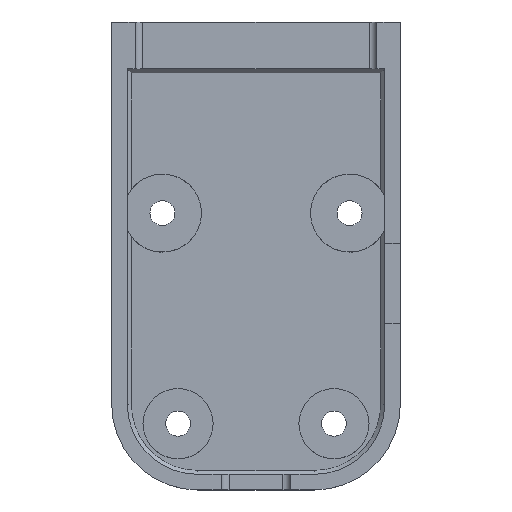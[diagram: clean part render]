
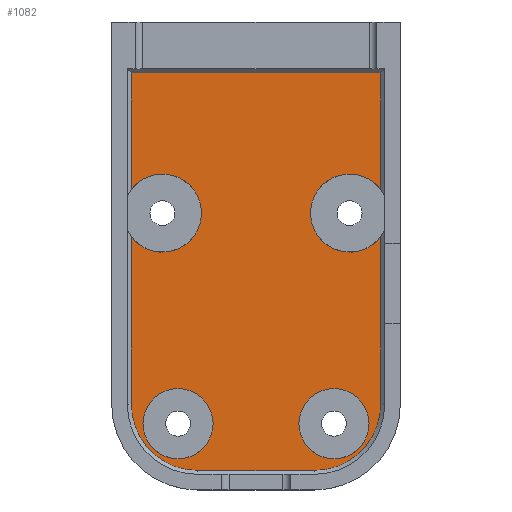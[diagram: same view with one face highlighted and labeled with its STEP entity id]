
A CAD part, top view. The second image highlights one B-rep face of the part: STEP entity #1082.
In plain terms, the highlighted planar face has unit normal (0, 0, 1).
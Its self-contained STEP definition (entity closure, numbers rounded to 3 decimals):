
#17=FACE_BOUND('',#185,.T.);
#18=FACE_BOUND('',#186,.T.);
#53=CIRCLE('',#1159,8.5);
#55=CIRCLE('',#1163,8.5);
#56=CIRCLE('',#1167,5.);
#58=CIRCLE('',#1171,5.);
#59=CIRCLE('',#1172,4.5);
#60=CIRCLE('',#1173,4.5);
#119=FACE_OUTER_BOUND('',#184,.T.);
#184=EDGE_LOOP('',(#748,#749,#750,#751,#752,#753,#754,#755,#756,#757));
#185=EDGE_LOOP('',(#758));
#186=EDGE_LOOP('',(#759));
#255=LINE('',#1636,#356);
#261=LINE('',#1651,#362);
#264=LINE('',#1663,#365);
#267=LINE('',#1678,#368);
#268=LINE('',#1680,#369);
#269=LINE('',#1681,#370);
#356=VECTOR('',#1285,10.);
#362=VECTOR('',#1299,10.);
#365=VECTOR('',#1312,10.);
#368=VECTOR('',#1327,10.);
#369=VECTOR('',#1328,10.);
#370=VECTOR('',#1329,10.);
#461=VERTEX_POINT('',#1632);
#463=VERTEX_POINT('',#1635);
#465=VERTEX_POINT('',#1641);
#467=VERTEX_POINT('',#1647);
#469=VERTEX_POINT('',#1653);
#472=VERTEX_POINT('',#1660);
#473=VERTEX_POINT('',#1665);
#477=VERTEX_POINT('',#1675);
#478=VERTEX_POINT('',#1677);
#479=VERTEX_POINT('',#1679);
#480=VERTEX_POINT('',#1682);
#481=VERTEX_POINT('',#1684);
#563=EDGE_CURVE('',#461,#463,#255,.T.);
#568=EDGE_CURVE('',#463,#465,#53,.T.);
#571=EDGE_CURVE('',#465,#467,#261,.T.);
#574=EDGE_CURVE('',#467,#469,#55,.T.);
#577=EDGE_CURVE('',#469,#472,#264,.T.);
#578=EDGE_CURVE('',#472,#473,#56,.T.);
#583=EDGE_CURVE('',#477,#461,#58,.T.);
#584=EDGE_CURVE('',#478,#477,#267,.T.);
#585=EDGE_CURVE('',#479,#478,#268,.T.);
#586=EDGE_CURVE('',#473,#479,#269,.T.);
#587=EDGE_CURVE('',#480,#480,#59,.T.);
#588=EDGE_CURVE('',#481,#481,#60,.T.);
#748=ORIENTED_EDGE('',*,*,#577,.F.);
#749=ORIENTED_EDGE('',*,*,#574,.F.);
#750=ORIENTED_EDGE('',*,*,#571,.F.);
#751=ORIENTED_EDGE('',*,*,#568,.F.);
#752=ORIENTED_EDGE('',*,*,#563,.F.);
#753=ORIENTED_EDGE('',*,*,#583,.F.);
#754=ORIENTED_EDGE('',*,*,#584,.F.);
#755=ORIENTED_EDGE('',*,*,#585,.F.);
#756=ORIENTED_EDGE('',*,*,#586,.F.);
#757=ORIENTED_EDGE('',*,*,#578,.F.);
#758=ORIENTED_EDGE('',*,*,#587,.F.);
#759=ORIENTED_EDGE('',*,*,#588,.F.);
#1045=PLANE('',#1170);
#1082=ADVANCED_FACE('',(#119,#17,#18),#1045,.T.);
#1159=AXIS2_PLACEMENT_3D('',#1645,#1293,#1294);
#1163=AXIS2_PLACEMENT_3D('',#1657,#1305,#1306);
#1167=AXIS2_PLACEMENT_3D('',#1666,#1315,#1316);
#1170=AXIS2_PLACEMENT_3D('',#1674,#1323,#1324);
#1171=AXIS2_PLACEMENT_3D('',#1676,#1325,#1326);
#1172=AXIS2_PLACEMENT_3D('',#1683,#1330,#1331);
#1173=AXIS2_PLACEMENT_3D('',#1685,#1332,#1333);
#1285=DIRECTION('',(0.,-1.,0.));
#1293=DIRECTION('center_axis',(0.,0.,-1.));
#1294=DIRECTION('ref_axis',(0.,-1.,0.));
#1299=DIRECTION('',(-1.,0.,0.));
#1305=DIRECTION('center_axis',(0.,0.,-1.));
#1306=DIRECTION('ref_axis',(-1.,0.,0.));
#1312=DIRECTION('',(0.,1.,0.));
#1315=DIRECTION('center_axis',(0.,0.,1.));
#1316=DIRECTION('ref_axis',(1.,0.,0.));
#1323=DIRECTION('center_axis',(0.,0.,1.));
#1324=DIRECTION('ref_axis',(1.,0.,0.));
#1325=DIRECTION('center_axis',(0.,0.,1.));
#1326=DIRECTION('ref_axis',(1.,0.,0.));
#1327=DIRECTION('',(0.,-1.,0.));
#1328=DIRECTION('',(1.,0.,0.));
#1329=DIRECTION('',(0.,1.,0.));
#1330=DIRECTION('center_axis',(0.,0.,1.));
#1331=DIRECTION('ref_axis',(1.,0.,0.));
#1332=DIRECTION('center_axis',(0.,0.,1.));
#1333=DIRECTION('ref_axis',(1.,0.,0.));
#1632=CARTESIAN_POINT('',(16.,-1.5,0.));
#1635=CARTESIAN_POINT('',(16.,-23.,0.));
#1636=CARTESIAN_POINT('',(16.,8.,0.));
#1641=CARTESIAN_POINT('',(7.5,-31.5,0.));
#1645=CARTESIAN_POINT('Origin',(7.5,-23.,0.));
#1647=CARTESIAN_POINT('',(-7.5,-31.5,0.));
#1651=CARTESIAN_POINT('',(3.75,-31.5,0.));
#1653=CARTESIAN_POINT('',(-16.,-23.,0.));
#1657=CARTESIAN_POINT('Origin',(-7.5,-23.,0.));
#1660=CARTESIAN_POINT('',(-16.,-1.5,0.));
#1663=CARTESIAN_POINT('',(-16.,-13.5,0.));
#1665=CARTESIAN_POINT('',(-16.,4.5,0.));
#1666=CARTESIAN_POINT('Origin',(-12.,1.5,0.));
#1674=CARTESIAN_POINT('Origin',(0.,-4.,0.));
#1675=CARTESIAN_POINT('',(16.,4.5,0.));
#1676=CARTESIAN_POINT('Origin',(12.,1.5,0.));
#1677=CARTESIAN_POINT('',(16.,19.5,0.));
#1678=CARTESIAN_POINT('',(16.,8.,0.));
#1679=CARTESIAN_POINT('',(-16.,19.5,0.));
#1680=CARTESIAN_POINT('',(-8.25,19.5,0.));
#1681=CARTESIAN_POINT('',(-16.,-13.5,0.));
#1682=CARTESIAN_POINT('',(-14.5,-25.5,0.));
#1683=CARTESIAN_POINT('Origin',(-10.,-25.5,0.));
#1684=CARTESIAN_POINT('',(5.5,-25.5,0.));
#1685=CARTESIAN_POINT('Origin',(10.,-25.5,0.));
